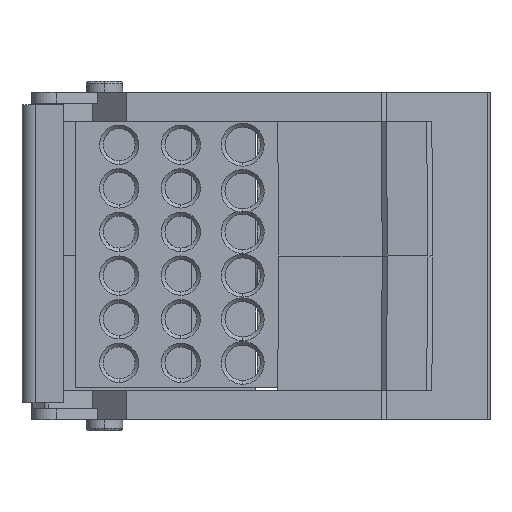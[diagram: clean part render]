
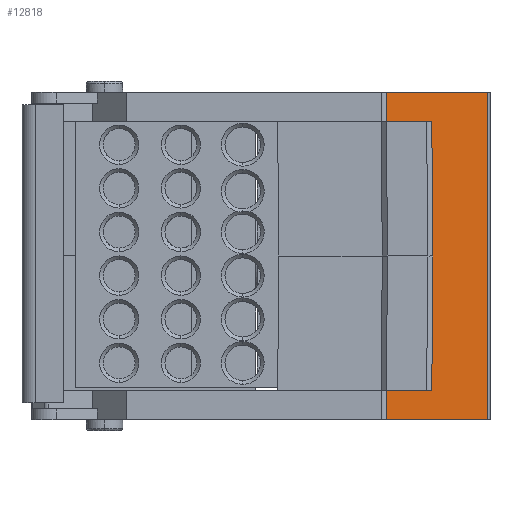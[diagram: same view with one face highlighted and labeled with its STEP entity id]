
A CAD part, left-side view. The second image highlights one B-rep face of the part: STEP entity #12818.
In plain terms, the highlighted planar face has unit normal (-0.707, -0.707, 0).
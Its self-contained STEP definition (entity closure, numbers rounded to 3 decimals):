
#427=DIRECTION('',(-0.707,0.707,0.));
#428=VECTOR('',#427,19.678);
#429=CARTESIAN_POINT('',(-28.793,-26.707,22.2));
#430=LINE('',#429,#428);
#519=DIRECTION('',(0.,0.,-1.));
#520=VECTOR('',#519,4.);
#521=CARTESIAN_POINT('',(-42.707,-12.793,22.2));
#522=LINE('',#521,#520);
#527=DIRECTION('',(0.009,-0.009,1.));
#528=VECTOR('',#527,18.501);
#529=CARTESIAN_POINT('',(-36.507,-18.993,-18.8));
#530=LINE('',#529,#528);
#531=DIRECTION('',(-0.009,0.009,1.));
#532=VECTOR('',#531,18.501);
#533=CARTESIAN_POINT('',(-36.346,-19.154,
-0.3));
#534=LINE('',#533,#532);
#539=DIRECTION('',(0.,0.,1.));
#540=VECTOR('',#539,45.);
#541=CARTESIAN_POINT('',(-28.793,-26.707,-22.8));
#542=LINE('',#541,#540);
#1187=DIRECTION('',(0.707,-0.707,0.));
#1188=VECTOR('',#1187,8.768);
#1189=CARTESIAN_POINT('',(-42.707,-12.793,18.2));
#1190=LINE('',#1189,#1188);
#3608=DIRECTION('',(-0.707,0.707,0.));
#3609=VECTOR('',#3608,8.768);
#3610=CARTESIAN_POINT('',(-36.507,-18.993,-18.8));
#3611=LINE('',#3610,#3609);
#3767=DIRECTION('',(0.707,-0.707,0.));
#3768=VECTOR('',#3767,19.678);
#3769=CARTESIAN_POINT('',(-42.707,-12.793,-22.8));
#3770=LINE('',#3769,#3768);
#7278=DIRECTION('',(0.,0.,-1.));
#7279=VECTOR('',#7278,4.);
#7280=CARTESIAN_POINT('',(-42.707,-12.793,-18.8));
#7281=LINE('',#7280,#7279);
#9973=CARTESIAN_POINT('',(-42.707,-12.793,22.2));
#9975=VERTEX_POINT('',#9973);
#10071=CARTESIAN_POINT('',(-28.793,-26.707,22.2));
#10072=VERTEX_POINT('',#10071);
#10125=CARTESIAN_POINT('',(-42.707,-12.793,18.2));
#10126=VERTEX_POINT('',#10125);
#10129=CARTESIAN_POINT('',(-28.793,-26.707,-22.8));
#10130=VERTEX_POINT('',#10129);
#10131=CARTESIAN_POINT('',(-42.707,-12.793,-22.8));
#10132=VERTEX_POINT('',#10131);
#10133=CARTESIAN_POINT('',(-42.707,-12.793,-18.8));
#10134=VERTEX_POINT('',#10133);
#10135=CARTESIAN_POINT('',(-36.507,-18.993,-18.8));
#10136=VERTEX_POINT('',#10135);
#10137=CARTESIAN_POINT('',(-36.346,-19.154,
-0.3));
#10138=VERTEX_POINT('',#10137);
#10139=CARTESIAN_POINT('',(-36.507,-18.993,18.2));
#10140=VERTEX_POINT('',#10139);
#12795=CARTESIAN_POINT('',(-43.,-12.5,-0.3));
#12796=DIRECTION('',(0.707,0.707,0.));
#12797=DIRECTION('',(0.707,-0.707,0.));
#12798=AXIS2_PLACEMENT_3D('',#12795,#12796,#12797);
#12799=PLANE('',#12798);
#12801=ORIENTED_EDGE('',*,*,#12800,.F.);
#12803=ORIENTED_EDGE('',*,*,#12802,.F.);
#12805=ORIENTED_EDGE('',*,*,#12804,.F.);
#12807=ORIENTED_EDGE('',*,*,#12806,.F.);
#12809=ORIENTED_EDGE('',*,*,#12808,.T.);
#12811=ORIENTED_EDGE('',*,*,#12810,.T.);
#12813=ORIENTED_EDGE('',*,*,#12812,.F.);
#12814=ORIENTED_EDGE('',*,*,#12786,.F.);
#12815=ORIENTED_EDGE('',*,*,#12710,.F.);
#12816=EDGE_LOOP('',(#12801,#12803,#12805,#12807,#12809,#12811,#12813,#12814,
#12815));
#12817=FACE_OUTER_BOUND('',#12816,.F.);
#12818=ADVANCED_FACE('',(#12817),#12799,.F.);
#12710=EDGE_CURVE('',#10072,#9975,#430,.T.);
#12786=EDGE_CURVE('',#9975,#10126,#522,.T.);
#12800=EDGE_CURVE('',#10130,#10072,#542,.T.);
#12802=EDGE_CURVE('',#10132,#10130,#3770,.T.);
#12804=EDGE_CURVE('',#10134,#10132,#7281,.T.);
#12806=EDGE_CURVE('',#10136,#10134,#3611,.T.);
#12808=EDGE_CURVE('',#10136,#10138,#530,.T.);
#12810=EDGE_CURVE('',#10138,#10140,#534,.T.);
#12812=EDGE_CURVE('',#10126,#10140,#1190,.T.);
